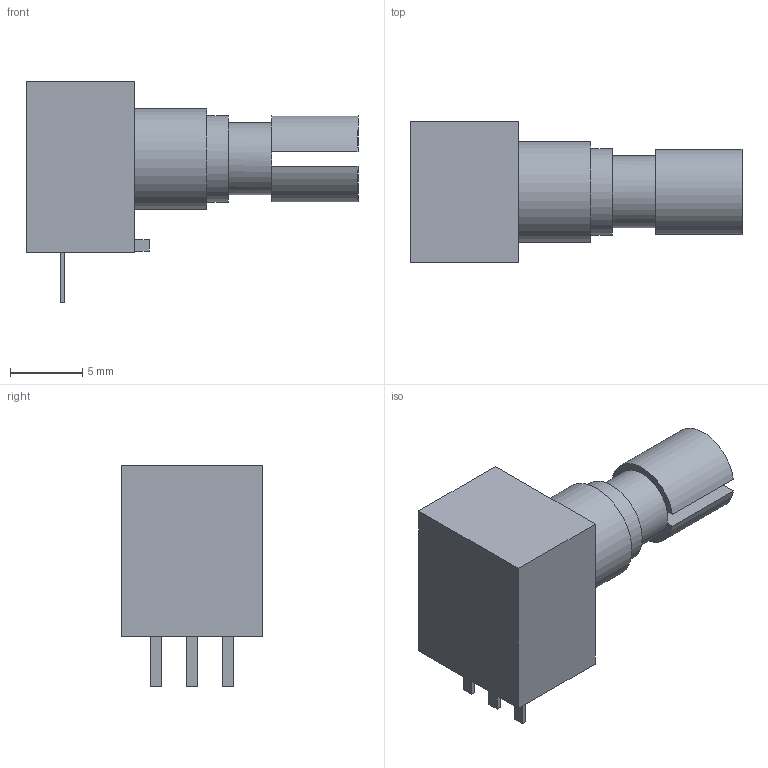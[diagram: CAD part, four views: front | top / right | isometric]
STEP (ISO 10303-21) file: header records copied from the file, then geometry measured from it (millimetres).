
FILE_DESCRIPTION(('FreeCAD Model'),'2;1');
FILE_NAME('Open CASCADE Shape Model','2023-06-24T20:03:25',('Author'),( ''),'Open CASCADE STEP processor 7.6','FreeCAD','Unknown');
FILE_SCHEMA(('AUTOMOTIVE_DESIGN { 1 0 10303 214 1 1 1 1 }'));
Length unit declared in the file: millimetre
Products named in the file (1): Body
Bounding box: 23.05 x 9.8 x 15.4 mm (x, y, z)
Volume: 1312.2 mm3; surface area: 962.3 mm2
Topology: 1 solids, 1 shells, 40 faces, 89 edges, 58 vertices
Faces by surface type: plane 35, cylinder 5
Full cylindrical faces by diameter (mm): 5 x1, 6 x1, 7 x1
Entity records: 1117 total; most frequent: CARTESIAN_POINT 188, DIRECTION 185, ORIENTED_EDGE 178, EDGE_CURVE 89, LINE 75, VECTOR 75, VERTEX_POINT 58, AXIS2_PLACEMENT_3D 55
